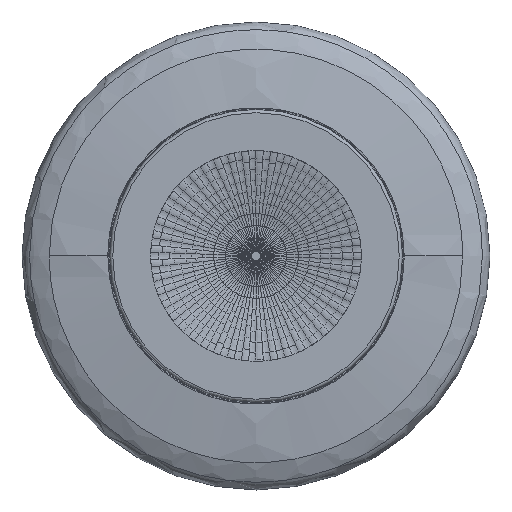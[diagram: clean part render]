
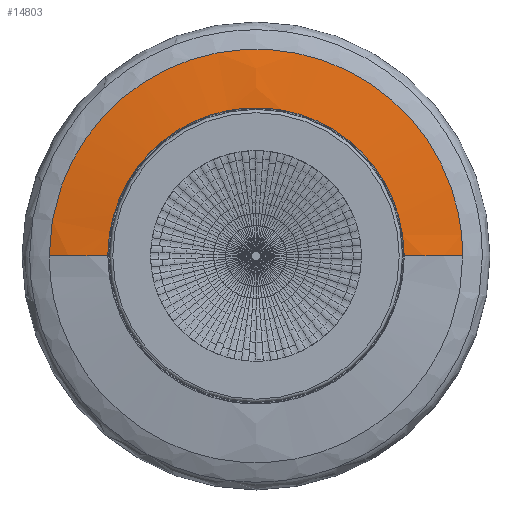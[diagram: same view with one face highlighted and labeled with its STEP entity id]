
A CAD part, top view. The second image highlights one B-rep face of the part: STEP entity #14803.
In plain terms, the highlighted free-form (B-spline) face has degree [3, 3] with [7, 4] control points.
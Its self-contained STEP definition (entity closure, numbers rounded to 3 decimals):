
#881=(
BOUNDED_SURFACE()
B_SPLINE_SURFACE(3,3,((#18078,#18079,#18080,#18081),(#18082,#18083,#18084,
#18085),(#18086,#18087,#18088,#18089),(#18090,#18091,#18092,#18093),(#18094,
#18095,#18096,#18097),(#18098,#18099,#18100,#18101),(#18102,#18103,#18104,
#18105)),.TOROIDAL_SURF.,.F.,.F.,.F.)
B_SPLINE_SURFACE_WITH_KNOTS((4,3,4),(4,4),(0.,1.,2.),(0.,1.),
 .PIECEWISE_BEZIER_KNOTS.)
GEOMETRIC_REPRESENTATION_ITEM()
RATIONAL_B_SPLINE_SURFACE(((1.195,1.185,1.185,
1.195),(0.943,0.936,0.936,0.943),
(0.943,0.936,0.936,0.943),(1.195,
1.185,1.185,1.195),(0.943,0.936,
0.936,0.943),(0.943,0.936,0.936,
0.943),(1.195,1.185,1.185,1.195)))
REPRESENTATION_ITEM('')
SURFACE()
);
#1065=B_SPLINE_CURVE_WITH_KNOTS('',3,(#18067,#18068,#18069,#18070,#18071,
#18072,#18073,#18074,#18075,#18076,#18077),.UNSPECIFIED.,.F.,.F.,(4,1,1,
1,1,1,1,1,4),(0.,0.125,0.25,0.375,0.5,0.625,0.75,0.875,1.),
 .UNSPECIFIED.);
#1066=B_SPLINE_CURVE_WITH_KNOTS('',3,(#18106,#18107,#18108,#18109,#18110,
#18111,#18112,#18113,#18114,#18115,#18116),.UNSPECIFIED.,.F.,.F.,(4,1,1,
1,1,1,1,1,4),(0.,0.125,0.25,0.375,0.5,0.625,0.75,0.875,1.),
 .UNSPECIFIED.);
#3049=CIRCLE('',#15936,33.714);
#3050=CIRCLE('',#15937,33.714);
#3393=ORIENTED_EDGE('',*,*,#8233,.T.);
#3394=ORIENTED_EDGE('',*,*,#8238,.T.);
#3395=ORIENTED_EDGE('',*,*,#8231,.F.);
#3396=ORIENTED_EDGE('',*,*,#8237,.F.);
#8231=EDGE_CURVE('',#10645,#10646,#3049,.T.);
#8233=EDGE_CURVE('',#10648,#10647,#3050,.T.);
#8237=EDGE_CURVE('',#10648,#10645,#1065,.T.);
#8238=EDGE_CURVE('',#10647,#10646,#1066,.F.);
#10645=VERTEX_POINT('',#18034);
#10646=VERTEX_POINT('',#18035);
#10647=VERTEX_POINT('',#18047);
#10648=VERTEX_POINT('',#18049);
#12544=EDGE_LOOP('',(#3393,#3394,#3395,#3396));
#13623=FACE_BOUND('',#12544,.T.);
#14803=ADVANCED_FACE('',(#13623),#881,.T.);
#15936=AXIS2_PLACEMENT_3D('',#18033,#16547,#16548);
#15937=AXIS2_PLACEMENT_3D('',#18048,#16549,#16550);
#16547=DIRECTION('',(0.,-1.,0.));
#16548=DIRECTION('',(0.009,0.,1.));
#16549=DIRECTION('',(0.,1.,0.));
#16550=DIRECTION('',(-0.009,0.,1.));
#18033=CARTESIAN_POINT('',(-25.64,0.,-27.714));
#18034=CARTESIAN_POINT('',(-25.327,0.,5.999));
#18035=CARTESIAN_POINT('',(-35.351,0.,4.571));
#18047=CARTESIAN_POINT('',(35.351,0.,4.571));
#18048=CARTESIAN_POINT('',(25.64,0.,-27.714));
#18049=CARTESIAN_POINT('',(25.327,0.,5.999));
#18067=CARTESIAN_POINT('',(25.327,0.,5.999));
#18068=CARTESIAN_POINT('',(25.327,3.315,5.999));
#18069=CARTESIAN_POINT('',(24.008,9.944,5.999));
#18070=CARTESIAN_POINT('',(18.375,18.375,5.999));
#18071=CARTESIAN_POINT('',(9.944,24.008,5.999));
#18072=CARTESIAN_POINT('',(0.,25.986,5.999));
#18073=CARTESIAN_POINT('',(-9.944,24.008,5.999));
#18074=CARTESIAN_POINT('',(-18.375,18.375,5.999));
#18075=CARTESIAN_POINT('',(-24.008,9.944,5.999));
#18076=CARTESIAN_POINT('',(-25.327,3.315,5.999));
#18077=CARTESIAN_POINT('',(-25.327,0.,5.999));
#18078=CARTESIAN_POINT('',(35.475,-2.232,4.512));
#18079=CARTESIAN_POINT('',(32.1,-2.019,5.552));
#18080=CARTESIAN_POINT('',(28.604,-1.799,6.05));
#18081=CARTESIAN_POINT('',(25.074,-1.577,5.996));
#18082=CARTESIAN_POINT('',(36.849,19.6,4.512));
#18083=CARTESIAN_POINT('',(33.343,17.735,5.552));
#18084=CARTESIAN_POINT('',(29.712,15.804,6.05));
#18085=CARTESIAN_POINT('',(26.044,13.853,5.996));
#18086=CARTESIAN_POINT('',(21.874,35.545,4.512));
#18087=CARTESIAN_POINT('',(19.793,32.164,5.552));
#18088=CARTESIAN_POINT('',(17.638,28.661,6.05));
#18089=CARTESIAN_POINT('',(15.461,25.123,5.996));
#18090=CARTESIAN_POINT('',(0.,35.545,4.512));
#18091=CARTESIAN_POINT('',(0.,32.164,5.552));
#18092=CARTESIAN_POINT('',(0.,28.661,6.05));
#18093=CARTESIAN_POINT('',(0.,25.123,5.996));
#18094=CARTESIAN_POINT('',(-21.874,35.545,4.512));
#18095=CARTESIAN_POINT('',(-19.793,32.164,5.552));
#18096=CARTESIAN_POINT('',(-17.638,28.661,6.05));
#18097=CARTESIAN_POINT('',(-15.461,25.123,5.996));
#18098=CARTESIAN_POINT('',(-36.849,19.6,4.512));
#18099=CARTESIAN_POINT('',(-33.343,17.735,5.552));
#18100=CARTESIAN_POINT('',(-29.712,15.804,6.05));
#18101=CARTESIAN_POINT('',(-26.044,13.853,5.996));
#18102=CARTESIAN_POINT('',(-35.475,-2.232,4.512));
#18103=CARTESIAN_POINT('',(-32.1,-2.019,5.552));
#18104=CARTESIAN_POINT('',(-28.604,-1.799,6.05));
#18105=CARTESIAN_POINT('',(-25.074,-1.577,5.996));
#18106=CARTESIAN_POINT('',(-35.351,0.,4.571));
#18107=CARTESIAN_POINT('',(-35.351,4.627,4.571));
#18108=CARTESIAN_POINT('',(-33.51,13.88,4.571));
#18109=CARTESIAN_POINT('',(-25.647,25.648,4.571));
#18110=CARTESIAN_POINT('',(-13.88,33.51,4.571));
#18111=CARTESIAN_POINT('',(0.,36.271,4.571));
#18112=CARTESIAN_POINT('',(13.88,33.51,4.571));
#18113=CARTESIAN_POINT('',(25.648,25.647,4.571));
#18114=CARTESIAN_POINT('',(33.51,13.88,4.571));
#18115=CARTESIAN_POINT('',(35.351,4.627,4.571));
#18116=CARTESIAN_POINT('',(35.351,0.,4.571));
